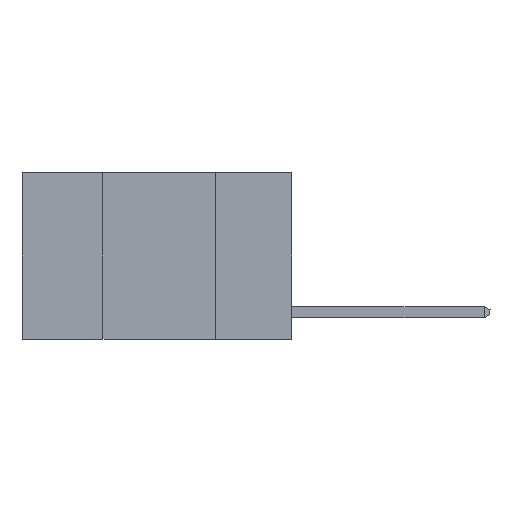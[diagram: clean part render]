
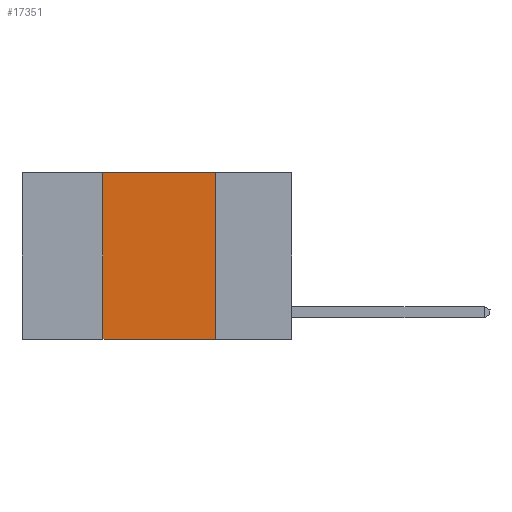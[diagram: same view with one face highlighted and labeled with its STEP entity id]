
A CAD part, left-side view. The second image highlights one B-rep face of the part: STEP entity #17351.
In plain terms, the highlighted planar face has unit normal (-1, 0, 0).
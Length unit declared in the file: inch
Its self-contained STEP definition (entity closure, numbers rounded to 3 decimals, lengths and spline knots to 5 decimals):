
#73 = FACE_OUTER_BOUND ( 'NONE', #21889, .T. ) ;
#304 = CARTESIAN_POINT ( 'NONE',  ( 0., 0.6, 0. ) ) ;
#871 = EDGE_CURVE ( 'NONE', #27535, #3244, #3128, .T. ) ;
#1233 = ORIENTED_EDGE ( 'NONE', *, *, #11562, .T. ) ;
#3128 = LINE ( 'NONE', #23173, #10419 ) ;
#3244 = VERTEX_POINT ( 'NONE', #11639 ) ;
#4373 = VERTEX_POINT ( 'NONE', #9139 ) ;
#4396 = DIRECTION ( 'NONE',  ( 0., 0., 1. ) ) ;
#5220 = VECTOR ( 'NONE', #11364, 39.37008 ) ;
#8477 = CARTESIAN_POINT ( 'NONE',  ( 0., 0.42, 0. ) ) ;
#8864 = DIRECTION ( 'NONE',  ( 0., -1., 0. ) ) ;
#9139 = CARTESIAN_POINT ( 'NONE',  ( 0., 0.42, -0.37 ) ) ;
#9218 = CARTESIAN_POINT ( 'NONE',  ( 0., 0.6, 0. ) ) ;
#9464 = LINE ( 'NONE', #304, #23471 ) ;
#10419 = VECTOR ( 'NONE', #12274, 39.37008 ) ;
#11056 = VERTEX_POINT ( 'NONE', #8477 ) ;
#11364 = DIRECTION ( 'NONE',  ( 0., -1., 0. ) ) ;
#11562 = EDGE_CURVE ( 'NONE', #4373, #3244, #13444, .T. ) ;
#11639 = CARTESIAN_POINT ( 'NONE',  ( 0., 0.17, -0.37 ) ) ;
#12274 = DIRECTION ( 'NONE',  ( 0., 0., -1. ) ) ;
#12918 = ORIENTED_EDGE ( 'NONE', *, *, #26117, .F. ) ;
#13079 = LINE ( 'NONE', #17867, #17825 ) ;
#13444 = LINE ( 'NONE', #18383, #5220 ) ;
#15234 = ORIENTED_EDGE ( 'NONE', *, *, #871, .F. ) ;
#15954 = DIRECTION ( 'NONE',  ( 1., 0., 0. ) ) ;
#16508 = EDGE_CURVE ( 'NONE', #4373, #11056, #13079, .T. ) ;
#17351 = ADVANCED_FACE ( 'NONE', ( #73 ), #18059, .F. ) ;
#17825 = VECTOR ( 'NONE', #4396, 39.37008 ) ;
#17867 = CARTESIAN_POINT ( 'NONE',  ( 0., 0.42, 0. ) ) ;
#18059 = PLANE ( 'NONE',  #20253 ) ;
#18383 = CARTESIAN_POINT ( 'NONE',  ( 0., 0.6, -0.37 ) ) ;
#20253 = AXIS2_PLACEMENT_3D ( 'NONE', #9218, #15954, #22390 ) ;
#21889 = EDGE_LOOP ( 'NONE', ( #15234, #12918, #26033, #1233 ) ) ;
#22390 = DIRECTION ( 'NONE',  ( 0., 0., -1. ) ) ;
#23173 = CARTESIAN_POINT ( 'NONE',  ( 0., 0.17, 0. ) ) ;
#23471 = VECTOR ( 'NONE', #8864, 39.37008 ) ;
#26033 = ORIENTED_EDGE ( 'NONE', *, *, #16508, .F. ) ;
#26117 = EDGE_CURVE ( 'NONE', #11056, #27535, #9464, .T. ) ;
#27535 = VERTEX_POINT ( 'NONE', #28602 ) ;
#28602 = CARTESIAN_POINT ( 'NONE',  ( 0., 0.17, 0. ) ) ;
